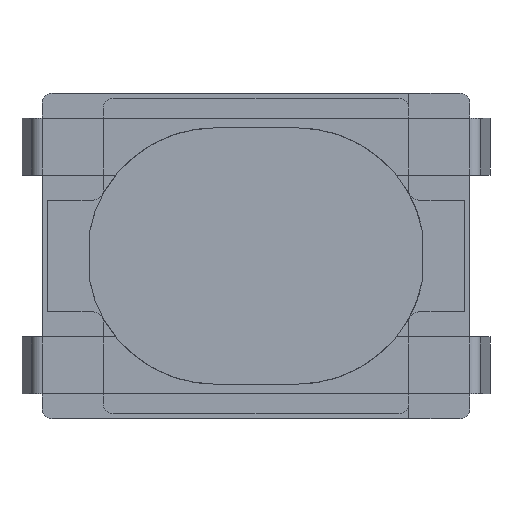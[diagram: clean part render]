
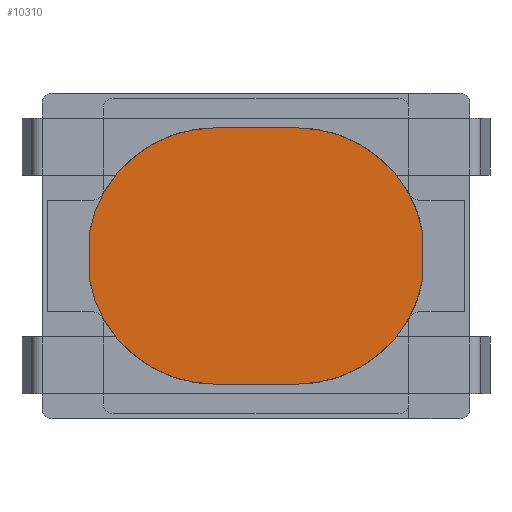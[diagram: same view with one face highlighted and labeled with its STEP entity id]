
A CAD part, front view. The second image highlights one B-rep face of the part: STEP entity #10310.
In plain terms, the highlighted planar face has unit normal (0, -1, 0).
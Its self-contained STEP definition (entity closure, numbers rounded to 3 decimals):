
#7 = EDGE_CURVE ( 'NONE', #2486, #2653, #554, .T. ) ;
#554 = CIRCLE ( 'NONE', #10383, 0.1 ) ;
#724 = EDGE_CURVE ( 'NONE', #7569, #13993, #912, .T. ) ;
#912 = LINE ( 'NONE', #3578, #11870 ) ;
#962 = EDGE_CURVE ( 'NONE', #2944, #7569, #2605, .T. ) ;
#1107 = CIRCLE ( 'NONE', #14289, 0.1 ) ;
#1597 = DIRECTION ( 'NONE',  ( 0., 0., -1. ) ) ;
#1657 = CARTESIAN_POINT ( 'NONE',  ( 1.638, 0., -0.233 ) ) ;
#1943 = CARTESIAN_POINT ( 'NONE',  ( 1.54, 0., 0.214 ) ) ;
#2177 = AXIS2_PLACEMENT_3D ( 'NONE', #7409, #3256, #4882 ) ;
#2292 = DIRECTION ( 'NONE',  ( 0., -1., 0. ) ) ;
#2481 = DIRECTION ( 'NONE',  ( 0., 0., -1. ) ) ;
#2486 = VERTEX_POINT ( 'NONE', #18564 ) ;
#2498 = ORIENTED_EDGE ( 'NONE', *, *, #18454, .T. ) ;
#2549 = DIRECTION ( 'NONE',  ( 0., 0., -1. ) ) ;
#2598 = CARTESIAN_POINT ( 'NONE',  ( 0.4, 0., -1.26 ) ) ;
#2605 = CIRCLE ( 'NONE', #4432, 0.1 ) ;
#2611 = VECTOR ( 'NONE', #6143, 1000. ) ;
#2653 = VERTEX_POINT ( 'NONE', #16037 ) ;
#2905 = PLANE ( 'NONE',  #13000 ) ;
#2944 = VERTEX_POINT ( 'NONE', #1657 ) ;
#2979 = CARTESIAN_POINT ( 'NONE',  ( -1.64, 0., -1.5 ) ) ;
#3256 = DIRECTION ( 'NONE',  ( 0., -1., 0. ) ) ;
#3488 = EDGE_CURVE ( 'NONE', #13661, #7031, #18251, .T. ) ;
#3578 = CARTESIAN_POINT ( 'NONE',  ( 1.64, 0., -1.5 ) ) ;
#3690 = CARTESIAN_POINT ( 'NONE',  ( -1.54, 0., -0.214 ) ) ;
#4176 = EDGE_LOOP ( 'NONE', ( #10986, #16970, #7055, #13146, #4838, #10136, #18739, #6075, #15287, #2498, #13958, #10160 ) ) ;
#4260 = EDGE_CURVE ( 'NONE', #7031, #2486, #5283, .T. ) ;
#4341 = FACE_OUTER_BOUND ( 'NONE', #4176, .T. ) ;
#4432 = AXIS2_PLACEMENT_3D ( 'NONE', #10162, #16031, #8637 ) ;
#4704 = LINE ( 'NONE', #2979, #2611 ) ;
#4838 = ORIENTED_EDGE ( 'NONE', *, *, #7648, .T. ) ;
#4882 = DIRECTION ( 'NONE',  ( 0., 0., -1. ) ) ;
#5283 = CIRCLE ( 'NONE', #18193, 1.26 ) ;
#5370 = VERTEX_POINT ( 'NONE', #14290 ) ;
#5425 = DIRECTION ( 'NONE',  ( 0., 0., 1. ) ) ;
#5787 = CARTESIAN_POINT ( 'NONE',  ( -0.4, 0., -1.26 ) ) ;
#5939 = VERTEX_POINT ( 'NONE', #2598 ) ;
#6075 = ORIENTED_EDGE ( 'NONE', *, *, #724, .T. ) ;
#6143 = DIRECTION ( 'NONE',  ( 0., 0., -1. ) ) ;
#6229 = VECTOR ( 'NONE', #12232, 1000. ) ;
#6381 = CARTESIAN_POINT ( 'NONE',  ( 1.64, 0., -0.214 ) ) ;
#6688 = DIRECTION ( 'NONE',  ( 0., -1., 0. ) ) ;
#6779 = DIRECTION ( 'NONE',  ( -1., 0., 0. ) ) ;
#6853 = VERTEX_POINT ( 'NONE', #5787 ) ;
#7031 = VERTEX_POINT ( 'NONE', #10859 ) ;
#7055 = ORIENTED_EDGE ( 'NONE', *, *, #11415, .T. ) ;
#7070 = VECTOR ( 'NONE', #6779, 1000. ) ;
#7409 = CARTESIAN_POINT ( 'NONE',  ( -0.4, 0., 0. ) ) ;
#7553 = DIRECTION ( 'NONE',  ( 0., 0., -1. ) ) ;
#7569 = VERTEX_POINT ( 'NONE', #6381 ) ;
#7590 = CIRCLE ( 'NONE', #12487, 1.26 ) ;
#7648 = EDGE_CURVE ( 'NONE', #6853, #5939, #10711, .T. ) ;
#8169 = AXIS2_PLACEMENT_3D ( 'NONE', #3690, #6688, #2549 ) ;
#8461 = CARTESIAN_POINT ( 'NONE',  ( -1.54, 0., 0.214 ) ) ;
#8619 = CARTESIAN_POINT ( 'NONE',  ( 0.4, 0., 0. ) ) ;
#8637 = DIRECTION ( 'NONE',  ( 0., 0., -1. ) ) ;
#10136 = ORIENTED_EDGE ( 'NONE', *, *, #16083, .T. ) ;
#10160 = ORIENTED_EDGE ( 'NONE', *, *, #4260, .T. ) ;
#10162 = CARTESIAN_POINT ( 'NONE',  ( 1.54, 0., -0.214 ) ) ;
#10295 = VERTEX_POINT ( 'NONE', #17545 ) ;
#10310 = ADVANCED_FACE ( 'NONE', ( #4341 ), #2905, .T. ) ;
#10336 = DIRECTION ( 'NONE',  ( 0., -1., 0. ) ) ;
#10383 = AXIS2_PLACEMENT_3D ( 'NONE', #8461, #2292, #2481 ) ;
#10663 = CARTESIAN_POINT ( 'NONE',  ( -1.638, 0., -0.233 ) ) ;
#10711 = LINE ( 'NONE', #18235, #6229 ) ;
#10737 = VERTEX_POINT ( 'NONE', #10663 ) ;
#10818 = EDGE_CURVE ( 'NONE', #2653, #5370, #4704, .T. ) ;
#10859 = CARTESIAN_POINT ( 'NONE',  ( -0.4, 0., 1.26 ) ) ;
#10986 = ORIENTED_EDGE ( 'NONE', *, *, #7, .T. ) ;
#11415 = EDGE_CURVE ( 'NONE', #5370, #10737, #15526, .T. ) ;
#11735 = DIRECTION ( 'NONE',  ( 0., 0., -1. ) ) ;
#11870 = VECTOR ( 'NONE', #5425, 1000. ) ;
#12194 = EDGE_CURVE ( 'NONE', #13993, #10295, #1107, .T. ) ;
#12227 = DIRECTION ( 'NONE',  ( 0., -1., 0. ) ) ;
#12232 = DIRECTION ( 'NONE',  ( 1., 0., 0. ) ) ;
#12487 = AXIS2_PLACEMENT_3D ( 'NONE', #8619, #12227, #7553 ) ;
#12860 = CARTESIAN_POINT ( 'NONE',  ( -0.4, 0., 0. ) ) ;
#13000 = AXIS2_PLACEMENT_3D ( 'NONE', #14630, #13194, #11735 ) ;
#13146 = ORIENTED_EDGE ( 'NONE', *, *, #16704, .T. ) ;
#13194 = DIRECTION ( 'NONE',  ( 0., -1., 0. ) ) ;
#13288 = CIRCLE ( 'NONE', #13580, 1.26 ) ;
#13498 = DIRECTION ( 'NONE',  ( 0., -1., 0. ) ) ;
#13580 = AXIS2_PLACEMENT_3D ( 'NONE', #16224, #13498, #1597 ) ;
#13661 = VERTEX_POINT ( 'NONE', #17077 ) ;
#13958 = ORIENTED_EDGE ( 'NONE', *, *, #3488, .T. ) ;
#13993 = VERTEX_POINT ( 'NONE', #14925 ) ;
#14289 = AXIS2_PLACEMENT_3D ( 'NONE', #1943, #10336, #16489 ) ;
#14290 = CARTESIAN_POINT ( 'NONE',  ( -1.64, 0., -0.214 ) ) ;
#14583 = DIRECTION ( 'NONE',  ( 0., 0., -1. ) ) ;
#14630 = CARTESIAN_POINT ( 'NONE',  ( 2., 0., -1.5 ) ) ;
#14925 = CARTESIAN_POINT ( 'NONE',  ( 1.64, 0., 0.214 ) ) ;
#15287 = ORIENTED_EDGE ( 'NONE', *, *, #12194, .T. ) ;
#15526 = CIRCLE ( 'NONE', #8169, 0.1 ) ;
#16031 = DIRECTION ( 'NONE',  ( 0., -1., 0. ) ) ;
#16037 = CARTESIAN_POINT ( 'NONE',  ( -1.64, 0., 0.214 ) ) ;
#16083 = EDGE_CURVE ( 'NONE', #5939, #2944, #7590, .T. ) ;
#16224 = CARTESIAN_POINT ( 'NONE',  ( 0.4, 0., 0. ) ) ;
#16489 = DIRECTION ( 'NONE',  ( 0., 0., -1. ) ) ;
#16704 = EDGE_CURVE ( 'NONE', #10737, #6853, #18171, .T. ) ;
#16970 = ORIENTED_EDGE ( 'NONE', *, *, #10818, .T. ) ;
#17077 = CARTESIAN_POINT ( 'NONE',  ( 0.4, 0., 1.26 ) ) ;
#17545 = CARTESIAN_POINT ( 'NONE',  ( 1.638, 0., 0.233 ) ) ;
#18171 = CIRCLE ( 'NONE', #2177, 1.26 ) ;
#18193 = AXIS2_PLACEMENT_3D ( 'NONE', #12860, #18865, #14583 ) ;
#18235 = CARTESIAN_POINT ( 'NONE',  ( 2., 0., -1.26 ) ) ;
#18251 = LINE ( 'NONE', #18449, #7070 ) ;
#18449 = CARTESIAN_POINT ( 'NONE',  ( 2., 0., 1.26 ) ) ;
#18454 = EDGE_CURVE ( 'NONE', #10295, #13661, #13288, .T. ) ;
#18564 = CARTESIAN_POINT ( 'NONE',  ( -1.638, 0., 0.233 ) ) ;
#18739 = ORIENTED_EDGE ( 'NONE', *, *, #962, .T. ) ;
#18865 = DIRECTION ( 'NONE',  ( 0., -1., 0. ) ) ;
